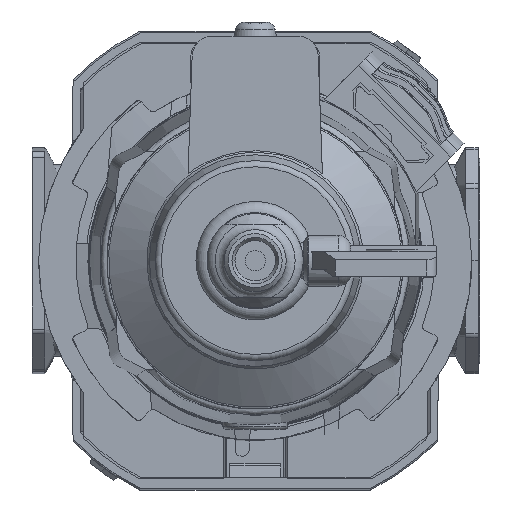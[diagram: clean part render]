
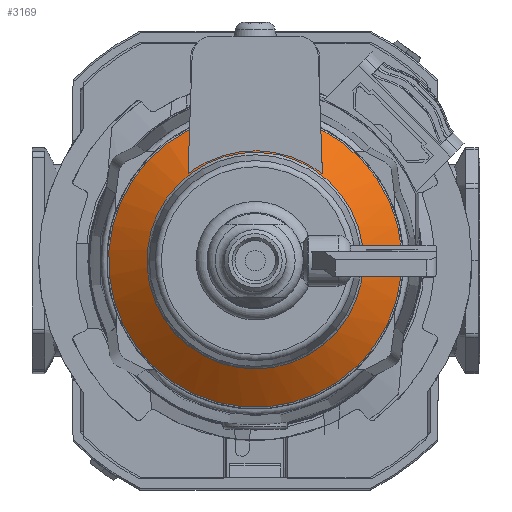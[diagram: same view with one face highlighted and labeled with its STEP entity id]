
A CAD part, front view. The second image highlights one B-rep face of the part: STEP entity #3169.
In plain terms, the highlighted conical face has half-angle 55 degrees and reference radius 23.023 mm.
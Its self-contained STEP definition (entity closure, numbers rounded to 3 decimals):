
#3169 = ADVANCED_FACE( '', ( #6604, #6605 ), #6606, .T. );
#6604 = FACE_BOUND( '', #10622, .T. );
#6605 = FACE_OUTER_BOUND( '', #10623, .T. );
#6606 = CONICAL_SURFACE( '', #10624, 23.023, 0.96 );
#10622 = EDGE_LOOP( '', ( #19700 ) );
#10623 = EDGE_LOOP( '', ( #19701, #19702, #19703, #19704 ) );
#10624 = AXIS2_PLACEMENT_3D( '', #19705, #19706, #19707 );
#19700 = ORIENTED_EDGE( '', *, *, #22418, .F. );
#19701 = ORIENTED_EDGE( '', *, *, #24121, .F. );
#19702 = ORIENTED_EDGE( '', *, *, #24673, .T. );
#19703 = ORIENTED_EDGE( '', *, *, #22587, .T. );
#19704 = ORIENTED_EDGE( '', *, *, #22699, .T. );
#19705 = CARTESIAN_POINT( '', ( 0., 8.923, 0. ) );
#19706 = DIRECTION( '', ( 0., 1., 0. ) );
#19707 = DIRECTION( '', ( 0., 0., 1. ) );
#22418 = EDGE_CURVE( '', #26974, #26974, #26975, .T. );
#22587 = EDGE_CURVE( '', #27266, #27264, #27267, .T. );
#22699 = EDGE_CURVE( '', #27264, #27457, #27459, .T. );
#24121 = EDGE_CURVE( '', #29709, #27457, #29711, .T. );
#24673 = EDGE_CURVE( '', #29709, #27266, #30499, .T. );
#26974 = VERTEX_POINT( '', #33665 );
#26975 = CIRCLE( '', #33666, 17.004 );
#27264 = VERTEX_POINT( '', #34275 );
#27266 = VERTEX_POINT( '', #34280 );
#27267 = CIRCLE( '', #34281, 23.023 );
#27457 = VERTEX_POINT( '', #34547 );
#27459 = B_SPLINE_CURVE_WITH_KNOTS( '', 3, ( #34550, #34551, #34552, #34553, #34554, #34555 ), .UNSPECIFIED., .F., .F., ( 4, 2, 4 ), ( 0., 0.004, 0.008 ), .UNSPECIFIED. );
#29709 = VERTEX_POINT( '', #38391 );
#29711 = CIRCLE( '', #38394, 17.246 );
#30499 = B_SPLINE_CURVE_WITH_KNOTS( '', 3, ( #39881, #39882, #39883, #39884, #39885, #39886 ), .UNSPECIFIED., .F., .F., ( 4, 2, 4 ), ( 0., 0.004, 0.008 ), .UNSPECIFIED. );
#33665 = CARTESIAN_POINT( '', ( 0., 4.709, -17.004 ) );
#33666 = AXIS2_PLACEMENT_3D( '', #43353, #43354, #43355 );
#34275 = CARTESIAN_POINT( '', ( 10.302, 8.923, 20.589 ) );
#34280 = CARTESIAN_POINT( '', ( -10.302, 8.923, 20.589 ) );
#34281 = AXIS2_PLACEMENT_3D( '', #43553, #43554, #43555 );
#34547 = CARTESIAN_POINT( '', ( 10.544, 4.878, 13.646 ) );
#34550 = CARTESIAN_POINT( '', ( 10.302, 8.923, 20.589 ) );
#34551 = CARTESIAN_POINT( '', ( 10.342, 8.221, 19.448 ) );
#34552 = CARTESIAN_POINT( '', ( 10.382, 7.529, 18.302 ) );
#34553 = CARTESIAN_POINT( '', ( 10.463, 6.175, 15.99 ) );
#34554 = CARTESIAN_POINT( '', ( 10.503, 5.514, 14.826 ) );
#34555 = CARTESIAN_POINT( '', ( 10.544, 4.878, 13.646 ) );
#38391 = CARTESIAN_POINT( '', ( -10.544, 4.878, 13.646 ) );
#38394 = AXIS2_PLACEMENT_3D( '', #45399, #45400, #45401 );
#39881 = CARTESIAN_POINT( '', ( -10.544, 4.878, 13.646 ) );
#39882 = CARTESIAN_POINT( '', ( -10.503, 5.514, 14.826 ) );
#39883 = CARTESIAN_POINT( '', ( -10.463, 6.175, 15.99 ) );
#39884 = CARTESIAN_POINT( '', ( -10.382, 7.529, 18.302 ) );
#39885 = CARTESIAN_POINT( '', ( -10.342, 8.221, 19.448 ) );
#39886 = CARTESIAN_POINT( '', ( -10.302, 8.923, 20.589 ) );
#43353 = CARTESIAN_POINT( '', ( 0., 4.709, 0. ) );
#43354 = DIRECTION( '', ( 0., -1., 0. ) );
#43355 = DIRECTION( '', ( 0., 0., -1. ) );
#43553 = CARTESIAN_POINT( '', ( 0., 8.923, 0. ) );
#43554 = DIRECTION( '', ( 0., -1., 0. ) );
#43555 = DIRECTION( '', ( 0., 0., -1. ) );
#45399 = CARTESIAN_POINT( '', ( 0., 4.878, 0. ) );
#45400 = DIRECTION( '', ( 0., 1., 0. ) );
#45401 = DIRECTION( '', ( 0., 0., 1. ) );
